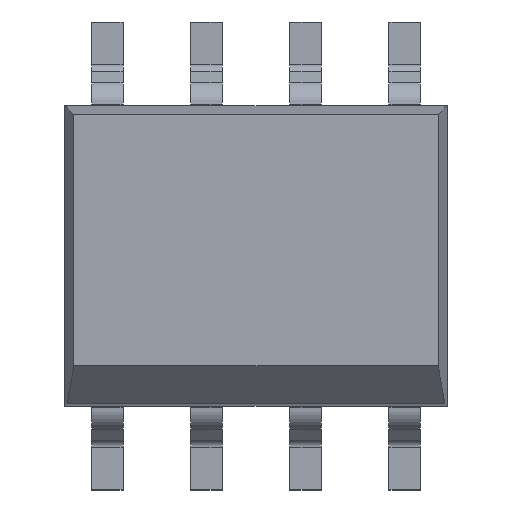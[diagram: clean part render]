
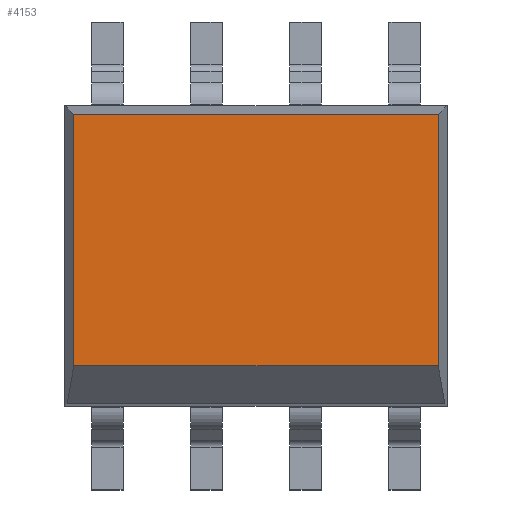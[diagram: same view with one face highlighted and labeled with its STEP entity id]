
A CAD part, top view. The second image highlights one B-rep face of the part: STEP entity #4153.
In plain terms, the highlighted planar face has unit normal (0, 0, 1).
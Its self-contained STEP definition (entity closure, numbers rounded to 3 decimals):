
#4114 = CARTESIAN_POINT ( 'NONE',  ( -2.335, 1.81, 1.5 ) ) ;
#4115 = VERTEX_POINT ( 'NONE', #4114 ) ;
#4116 = CARTESIAN_POINT ( 'NONE',  ( -2.335, -1.41, 1.5 ) ) ;
#4117 = VERTEX_POINT ( 'NONE', #4116 ) ;
#4118 = CARTESIAN_POINT ( 'NONE',  ( -2.335, -1.925, 1.5 ) ) ;
#4119 = DIRECTION ( 'NONE',  ( 0., -1., 0. ) ) ;
#4120 = VECTOR ( 'NONE', #4119, 1000. ) ;
#4121 = LINE ( 'NONE', #4118, #4120 ) ;
#4122 = EDGE_CURVE ( 'NONE', #4115, #4117, #4121, .T. ) ;
#4123 = ORIENTED_EDGE ( 'NONE', *, *, #4122, .T. ) ;
#4124 = CARTESIAN_POINT ( 'NONE',  ( 2.335, -1.41, 1.5 ) ) ;
#4125 = VERTEX_POINT ( 'NONE', #4124 ) ;
#4126 = CARTESIAN_POINT ( 'NONE',  ( 0., -1.41, 1.5 ) ) ;
#4127 = DIRECTION ( 'NONE',  ( 1., 0., 0. ) ) ;
#4128 = VECTOR ( 'NONE', #4127, 1000. ) ;
#4129 = LINE ( 'NONE', #4126, #4128 ) ;
#4130 = EDGE_CURVE ( 'NONE', #4117, #4125, #4129, .T. ) ;
#4131 = ORIENTED_EDGE ( 'NONE', *, *, #4130, .T. ) ;
#4132 = CARTESIAN_POINT ( 'NONE',  ( 2.335, 1.81, 1.5 ) ) ;
#4133 = VERTEX_POINT ( 'NONE', #4132 ) ;
#4134 = CARTESIAN_POINT ( 'NONE',  ( 2.335, 1.925, 1.5 ) ) ;
#4135 = DIRECTION ( 'NONE',  ( 0., 1., 0. ) ) ;
#4136 = VECTOR ( 'NONE', #4135, 1000. ) ;
#4137 = LINE ( 'NONE', #4134, #4136 ) ;
#4138 = EDGE_CURVE ( 'NONE', #4125, #4133, #4137, .T. ) ;
#4139 = ORIENTED_EDGE ( 'NONE', *, *, #4138, .T. ) ;
#4140 = CARTESIAN_POINT ( 'NONE',  ( -2.45, 1.81, 1.5 ) ) ;
#4141 = DIRECTION ( 'NONE',  ( -1., 0., 0. ) ) ;
#4142 = VECTOR ( 'NONE', #4141, 1000. ) ;
#4143 = LINE ( 'NONE', #4140, #4142 ) ;
#4144 = EDGE_CURVE ( 'NONE', #4133, #4115, #4143, .T. ) ;
#4145 = ORIENTED_EDGE ( 'NONE', *, *, #4144, .T. ) ;
#4146 = EDGE_LOOP ( 'NONE', ( #4123, #4131, #4139, #4145 ) ) ;
#4147 = FACE_OUTER_BOUND ( 'NONE', #4146, .T. ) ;
#4148 = CARTESIAN_POINT ( 'NONE',  ( 0., 0., 1.5 ) ) ;
#4149 = DIRECTION ( 'NONE',  ( 0., 0., 1. ) ) ;
#4150 = DIRECTION ( 'NONE',  ( 0., -1., 0. ) ) ;
#4151 = AXIS2_PLACEMENT_3D ( 'NONE', #4148, #4149, #4150 ) ;
#4152 = PLANE ( 'NONE', #4151 ) ;
#4153 = ADVANCED_FACE ( 'NONE', ( #4147 ), #4152, .T. ) ;
